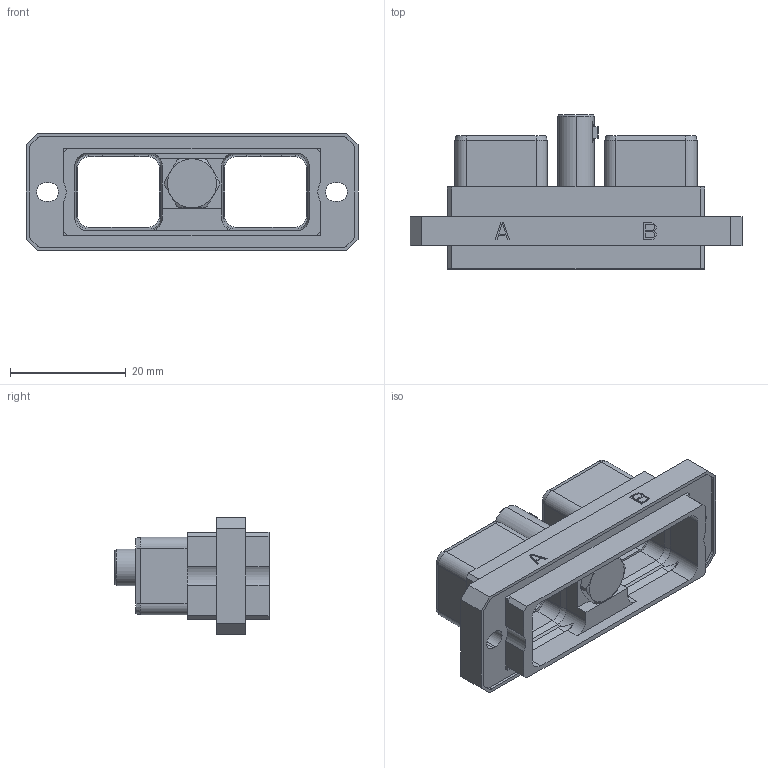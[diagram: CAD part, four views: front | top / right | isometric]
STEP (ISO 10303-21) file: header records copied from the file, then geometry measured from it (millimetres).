
FILE_DESCRIPTION((''),'2;1');
FILE_NAME('SIM2D45VG','2019-09-17T',('presta_be4'),(''),'PRO/ENGINEER BY PARAMETRIC TECHNOLOGY CORPORATION, 2014310','PRO/ENGINEER BY PARAMETRIC TECHNOLOGY CORPORATION, 2014310','');
FILE_SCHEMA(('CONFIG_CONTROL_DESIGN'));
Length unit declared in the file: millimetre
Products named in the file (1): SIM2D45VG
Bounding box: 57.45 x 26.65 x 20.33 mm (x, y, z)
Volume: 6508.7 mm3; surface area: 8396.6 mm2
Topology: 1 solids, 1 shells, 608 faces, 1684 edges, 1098 vertices
Faces by surface type: plane 448, cylinder 102, cone 52, torus 6
Entity records: 21515 total; most frequent: CARTESIAN_POINT 5898, ORIENTED_EDGE 3364, DIRECTION 3047, EDGE_CURVE 1682, VECTOR 1349, LINE 1349, VERTEX_POINT 1098, AXIS2_PLACEMENT_3D 849
